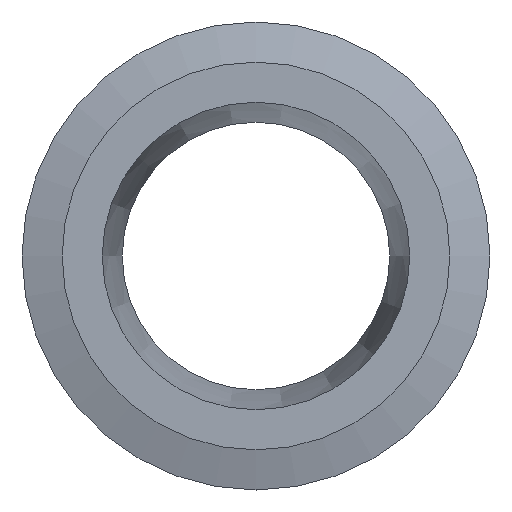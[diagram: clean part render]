
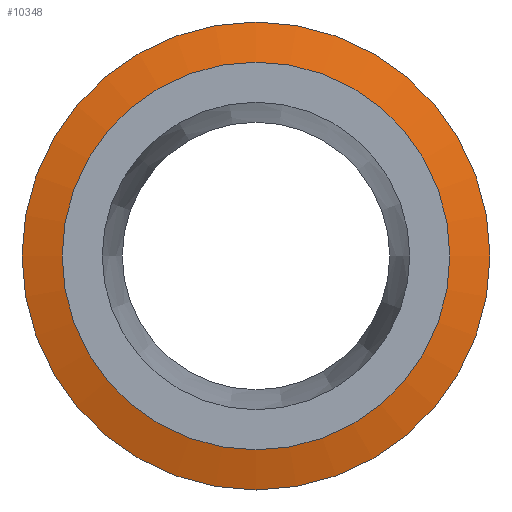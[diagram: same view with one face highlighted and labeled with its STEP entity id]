
A CAD part, left-side view. The second image highlights one B-rep face of the part: STEP entity #10348.
In plain terms, the highlighted conical face has half-angle 75 degrees and reference radius 16 mm.
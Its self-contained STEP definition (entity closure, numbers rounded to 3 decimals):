
#24=CONICAL_SURFACE('',#10688,16.,1.309);
#1044=FACE_OUTER_BOUND('',#1615,.T.);
#1615=EDGE_LOOP('',(#9042,#9043,#9044,#9045,#9046,#9047));
#2957=LINE('',#63590,#3493);
#3493=VECTOR('',#11878,16.);
#3630=CIRCLE('',#10678,17.5);
#3631=CIRCLE('',#10679,17.5);
#3638=CIRCLE('',#10689,14.5);
#3639=CIRCLE('',#10690,14.5);
#4650=VERTEX_POINT('',#63569);
#4651=VERTEX_POINT('',#63571);
#4657=VERTEX_POINT('',#63589);
#4658=VERTEX_POINT('',#63591);
#6130=EDGE_CURVE('',#4650,#4651,#3630,.T.);
#6131=EDGE_CURVE('',#4651,#4650,#3631,.T.);
#6139=EDGE_CURVE('',#4650,#4657,#2957,.T.);
#6140=EDGE_CURVE('',#4657,#4658,#3638,.T.);
#6141=EDGE_CURVE('',#4658,#4657,#3639,.T.);
#9042=ORIENTED_EDGE('',*,*,#6131,.F.);
#9043=ORIENTED_EDGE('',*,*,#6130,.F.);
#9044=ORIENTED_EDGE('',*,*,#6139,.T.);
#9045=ORIENTED_EDGE('',*,*,#6140,.T.);
#9046=ORIENTED_EDGE('',*,*,#6141,.T.);
#9047=ORIENTED_EDGE('',*,*,#6139,.F.);
#10348=ADVANCED_FACE('',(#1044),#24,.T.);
#10678=AXIS2_PLACEMENT_3D('',#63572,#11855,#11856);
#10679=AXIS2_PLACEMENT_3D('',#63573,#11857,#11858);
#10688=AXIS2_PLACEMENT_3D('',#63588,#11876,#11877);
#10689=AXIS2_PLACEMENT_3D('',#63592,#11879,#11880);
#10690=AXIS2_PLACEMENT_3D('',#63593,#11881,#11882);
#11855=DIRECTION('center_axis',(1.,0.,0.));
#11856=DIRECTION('ref_axis',(0.,1.,0.));
#11857=DIRECTION('center_axis',(1.,0.,0.));
#11858=DIRECTION('ref_axis',(0.,1.,0.));
#11876=DIRECTION('center_axis',(1.,0.,0.));
#11877=DIRECTION('ref_axis',(0.,1.,0.));
#11878=DIRECTION('',(-0.259,0.966,0.));
#11879=DIRECTION('center_axis',(1.,0.,0.));
#11880=DIRECTION('ref_axis',(0.,1.,0.));
#11881=DIRECTION('center_axis',(1.,0.,0.));
#11882=DIRECTION('ref_axis',(0.,1.,0.));
#63569=CARTESIAN_POINT('',(0.804,-17.5,0.));
#63571=CARTESIAN_POINT('',(0.804,17.5,0.));
#63572=CARTESIAN_POINT('Origin',(0.804,0.,0.));
#63573=CARTESIAN_POINT('Origin',(0.804,0.,0.));
#63588=CARTESIAN_POINT('Origin',(0.402,0.,0.));
#63589=CARTESIAN_POINT('',(0.,-14.5,0.));
#63590=CARTESIAN_POINT('',(0.402,-16.,0.));
#63591=CARTESIAN_POINT('',(0.,14.5,0.));
#63592=CARTESIAN_POINT('Origin',(0.,0.,0.));
#63593=CARTESIAN_POINT('Origin',(0.,0.,0.));
